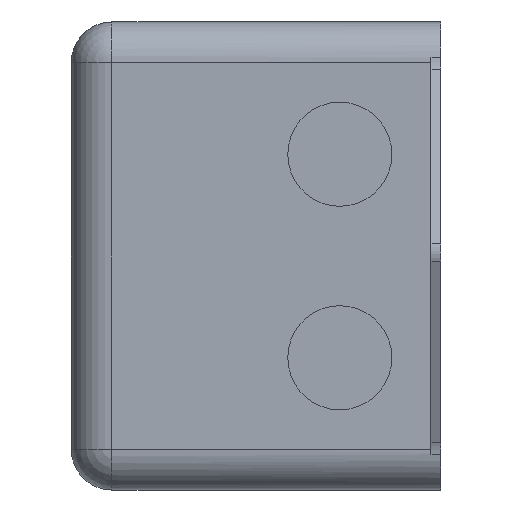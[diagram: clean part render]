
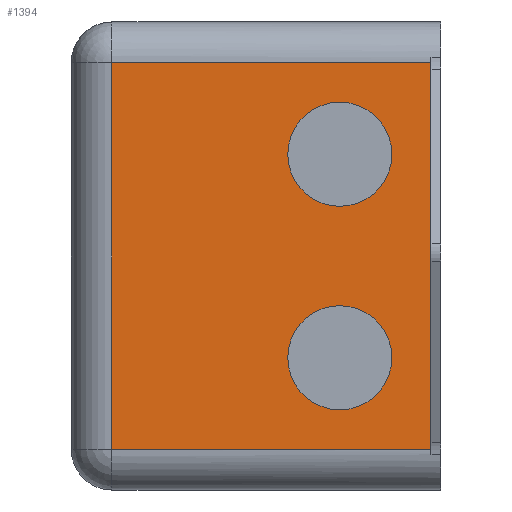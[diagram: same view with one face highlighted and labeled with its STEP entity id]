
A CAD part, left-side view. The second image highlights one B-rep face of the part: STEP entity #1394.
In plain terms, the highlighted planar face has unit normal (-1, 0, 0).
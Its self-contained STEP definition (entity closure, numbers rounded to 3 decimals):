
#16 = CARTESIAN_POINT ( 'NONE',  ( -67., 12.4, -18.9 ) ) ;
#22 = DIRECTION ( 'NONE',  ( -1., 0., 0. ) ) ;
#23 = CIRCLE ( 'NONE', #184, 6.4 ) ;
#51 = AXIS2_PLACEMENT_3D ( 'NONE', #993, #234, #1086 ) ;
#52 = DIRECTION ( 'NONE',  ( 0., 0., 1. ) ) ;
#117 = ORIENTED_EDGE ( 'NONE', *, *, #284, .T. ) ;
#124 = AXIS2_PLACEMENT_3D ( 'NONE', #1495, #882, #52 ) ;
#127 = AXIS2_PLACEMENT_3D ( 'NONE', #456, #1257, #599 ) ;
#130 = CIRCLE ( 'NONE', #51, 6.4 ) ;
#165 = VECTOR ( 'NONE', #1065, 1000. ) ;
#184 = AXIS2_PLACEMENT_3D ( 'NONE', #717, #1461, #1184 ) ;
#202 = DIRECTION ( 'NONE',  ( 0., 0., -1. ) ) ;
#232 = EDGE_CURVE ( 'NONE', #890, #418, #23, .T. ) ;
#234 = DIRECTION ( 'NONE',  ( -1., 0., 0. ) ) ;
#246 = ORIENTED_EDGE ( 'NONE', *, *, #309, .T. ) ;
#284 = EDGE_CURVE ( 'NONE', #1162, #1040, #821, .T. ) ;
#297 = EDGE_CURVE ( 'NONE', #471, #637, #620, .T. ) ;
#299 = EDGE_CURVE ( 'NONE', #418, #890, #469, .T. ) ;
#305 = EDGE_CURVE ( 'NONE', #1040, #559, #348, .T. ) ;
#307 = EDGE_CURVE ( 'NONE', #1262, #559, #387, .T. ) ;
#309 = EDGE_CURVE ( 'NONE', #1262, #1162, #431, .T. ) ;
#314 = VECTOR ( 'NONE', #202, 1000. ) ;
#334 = CARTESIAN_POINT ( 'NONE',  ( -67., 40.4, -23.75 ) ) ;
#348 = LINE ( 'NONE', #334, #314 ) ;
#387 = LINE ( 'NONE', #768, #618 ) ;
#389 = EDGE_CURVE ( 'NONE', #637, #471, #130, .T. ) ;
#418 = VERTEX_POINT ( 'NONE', #1524 ) ;
#431 = LINE ( 'NONE', #1382, #165 ) ;
#452 = DIRECTION ( 'NONE',  ( 0., 1., 0. ) ) ;
#456 = CARTESIAN_POINT ( 'NONE',  ( -67., 12.4, -12.5 ) ) ;
#469 = CIRCLE ( 'NONE', #124, 6.4 ) ;
#471 = VERTEX_POINT ( 'NONE', #16 ) ;
#559 = VERTEX_POINT ( 'NONE', #1001 ) ;
#599 = DIRECTION ( 'NONE',  ( 0., 0., 1. ) ) ;
#612 = FACE_BOUND ( 'NONE', #1311, .T. ) ;
#618 = VECTOR ( 'NONE', #1170, 1000. ) ;
#620 = CIRCLE ( 'NONE', #127, 6.4 ) ;
#637 = VERTEX_POINT ( 'NONE', #1198 ) ;
#690 = ORIENTED_EDGE ( 'NONE', *, *, #299, .F. ) ;
#717 = CARTESIAN_POINT ( 'NONE',  ( -67., 12.4, 12.5 ) ) ;
#758 = CARTESIAN_POINT ( 'NONE',  ( -67., 1.2, 23.75 ) ) ;
#768 = CARTESIAN_POINT ( 'NONE',  ( -67., 1.2, -23.75 ) ) ;
#778 = VECTOR ( 'NONE', #452, 1000. ) ;
#779 = ORIENTED_EDGE ( 'NONE', *, *, #297, .F. ) ;
#821 = LINE ( 'NONE', #758, #778 ) ;
#856 = CARTESIAN_POINT ( 'NONE',  ( -67., 1.2, -23.75 ) ) ;
#859 = CARTESIAN_POINT ( 'NONE',  ( -67., 1.2, -23.75 ) ) ;
#882 = DIRECTION ( 'NONE',  ( -1., 0., 0. ) ) ;
#890 = VERTEX_POINT ( 'NONE', #1213 ) ;
#921 = FACE_OUTER_BOUND ( 'NONE', #1457, .T. ) ;
#924 = AXIS2_PLACEMENT_3D ( 'NONE', #859, #22, #1369 ) ;
#933 = EDGE_LOOP ( 'NONE', ( #690, #1407 ) ) ;
#993 = CARTESIAN_POINT ( 'NONE',  ( -67., 12.4, -12.5 ) ) ;
#1001 = CARTESIAN_POINT ( 'NONE',  ( -67., 40.4, -23.75 ) ) ;
#1040 = VERTEX_POINT ( 'NONE', #1452 ) ;
#1065 = DIRECTION ( 'NONE',  ( 0., 0., 1. ) ) ;
#1086 = DIRECTION ( 'NONE',  ( 0., 0., 1. ) ) ;
#1133 = CARTESIAN_POINT ( 'NONE',  ( -67., 1.2, 23.75 ) ) ;
#1154 = PLANE ( 'NONE',  #924 ) ;
#1162 = VERTEX_POINT ( 'NONE', #1133 ) ;
#1170 = DIRECTION ( 'NONE',  ( 0., 1., 0. ) ) ;
#1184 = DIRECTION ( 'NONE',  ( 0., 0., 1. ) ) ;
#1198 = CARTESIAN_POINT ( 'NONE',  ( -67., 12.4, -6.1 ) ) ;
#1204 = FACE_BOUND ( 'NONE', #933, .T. ) ;
#1213 = CARTESIAN_POINT ( 'NONE',  ( -67., 12.4, 18.9 ) ) ;
#1214 = ORIENTED_EDGE ( 'NONE', *, *, #307, .F. ) ;
#1257 = DIRECTION ( 'NONE',  ( -1., 0., 0. ) ) ;
#1262 = VERTEX_POINT ( 'NONE', #856 ) ;
#1311 = EDGE_LOOP ( 'NONE', ( #779, #1320 ) ) ;
#1320 = ORIENTED_EDGE ( 'NONE', *, *, #389, .F. ) ;
#1334 = ORIENTED_EDGE ( 'NONE', *, *, #305, .T. ) ;
#1369 = DIRECTION ( 'NONE',  ( 0., 0., 1. ) ) ;
#1382 = CARTESIAN_POINT ( 'NONE',  ( -67., 1.2, -23.75 ) ) ;
#1394 = ADVANCED_FACE ( 'NONE', ( #612, #1204, #921 ), #1154, .T. ) ;
#1407 = ORIENTED_EDGE ( 'NONE', *, *, #232, .F. ) ;
#1452 = CARTESIAN_POINT ( 'NONE',  ( -67., 40.4, 23.75 ) ) ;
#1457 = EDGE_LOOP ( 'NONE', ( #117, #1334, #1214, #246 ) ) ;
#1461 = DIRECTION ( 'NONE',  ( -1., 0., 0. ) ) ;
#1495 = CARTESIAN_POINT ( 'NONE',  ( -67., 12.4, 12.5 ) ) ;
#1524 = CARTESIAN_POINT ( 'NONE',  ( -67., 12.4, 6.1 ) ) ;
